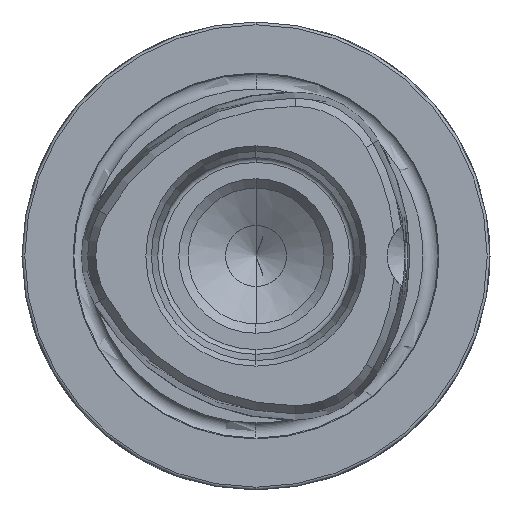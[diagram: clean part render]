
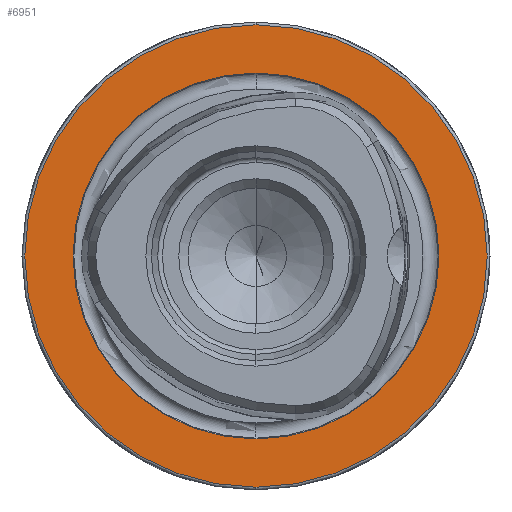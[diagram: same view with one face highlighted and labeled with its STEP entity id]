
A CAD part, left-side view. The second image highlights one B-rep face of the part: STEP entity #6951.
In plain terms, the highlighted planar face has unit normal (-1, 0, 0).
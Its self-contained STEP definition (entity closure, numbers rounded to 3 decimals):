
#139 = DIRECTION ( 'NONE',  ( -1., 0., 0. ) ) ;
#369 = EDGE_CURVE ( 'NONE', #4422, #4259, #9704, .T. ) ;
#653 = AXIS2_PLACEMENT_3D ( 'NONE', #788, #4565, #5327 ) ;
#788 = CARTESIAN_POINT ( 'NONE',  ( 0., 19.55, 0. ) ) ;
#1105 = CARTESIAN_POINT ( 'NONE',  ( 0., 0., -19.55 ) ) ;
#1262 = EDGE_LOOP ( 'NONE', ( #8832, #9671 ) ) ;
#1468 = AXIS2_PLACEMENT_3D ( 'NONE', #6168, #139, #2403 ) ;
#2302 = VERTEX_POINT ( 'NONE', #3418 ) ;
#2403 = DIRECTION ( 'NONE',  ( 0., 0., 1. ) ) ;
#2676 = EDGE_CURVE ( 'NONE', #4259, #4422, #5446, .T. ) ;
#3043 = EDGE_CURVE ( 'NONE', #2302, #8691, #3897, .T. ) ;
#3119 = CARTESIAN_POINT ( 'NONE',  ( 0., 0., 19.55 ) ) ;
#3418 = CARTESIAN_POINT ( 'NONE',  ( 0., 0., -24.7 ) ) ;
#3503 = AXIS2_PLACEMENT_3D ( 'NONE', #6561, #7415, #5933 ) ;
#3816 = PLANE ( 'NONE',  #653 ) ;
#3897 = CIRCLE ( 'NONE', #5065, 24.7 ) ;
#3993 = FACE_OUTER_BOUND ( 'NONE', #1262, .T. ) ;
#4129 = DIRECTION ( 'NONE',  ( -1., 0., 0. ) ) ;
#4259 = VERTEX_POINT ( 'NONE', #3119 ) ;
#4361 = AXIS2_PLACEMENT_3D ( 'NONE', #9658, #8989, #5213 ) ;
#4422 = VERTEX_POINT ( 'NONE', #1105 ) ;
#4518 = EDGE_CURVE ( 'NONE', #8691, #2302, #7424, .T. ) ;
#4565 = DIRECTION ( 'NONE',  ( 1., 0., 0. ) ) ;
#5065 = AXIS2_PLACEMENT_3D ( 'NONE', #5608, #4129, #8571 ) ;
#5213 = DIRECTION ( 'NONE',  ( 0., 0., 1. ) ) ;
#5327 = DIRECTION ( 'NONE',  ( 0., 0., -1. ) ) ;
#5446 = CIRCLE ( 'NONE', #1468, 19.55 ) ;
#5608 = CARTESIAN_POINT ( 'NONE',  ( 0., 0., 0. ) ) ;
#5628 = EDGE_LOOP ( 'NONE', ( #9020, #9607 ) ) ;
#5933 = DIRECTION ( 'NONE',  ( 0., 0., 1. ) ) ;
#6168 = CARTESIAN_POINT ( 'NONE',  ( 0., 0., 0. ) ) ;
#6561 = CARTESIAN_POINT ( 'NONE',  ( 0., 0., 0. ) ) ;
#6685 = FACE_BOUND ( 'NONE', #5628, .T. ) ;
#6951 = ADVANCED_FACE ( 'NONE', ( #6685, #3993 ), #3816, .F. ) ;
#7415 = DIRECTION ( 'NONE',  ( -1., 0., 0. ) ) ;
#7424 = CIRCLE ( 'NONE', #3503, 24.7 ) ;
#8093 = CARTESIAN_POINT ( 'NONE',  ( 0., 0., 24.7 ) ) ;
#8571 = DIRECTION ( 'NONE',  ( 0., 0., 1. ) ) ;
#8691 = VERTEX_POINT ( 'NONE', #8093 ) ;
#8832 = ORIENTED_EDGE ( 'NONE', *, *, #4518, .T. ) ;
#8989 = DIRECTION ( 'NONE',  ( -1., 0., 0. ) ) ;
#9020 = ORIENTED_EDGE ( 'NONE', *, *, #2676, .F. ) ;
#9607 = ORIENTED_EDGE ( 'NONE', *, *, #369, .F. ) ;
#9658 = CARTESIAN_POINT ( 'NONE',  ( 0., 0., 0. ) ) ;
#9671 = ORIENTED_EDGE ( 'NONE', *, *, #3043, .T. ) ;
#9704 = CIRCLE ( 'NONE', #4361, 19.55 ) ;
